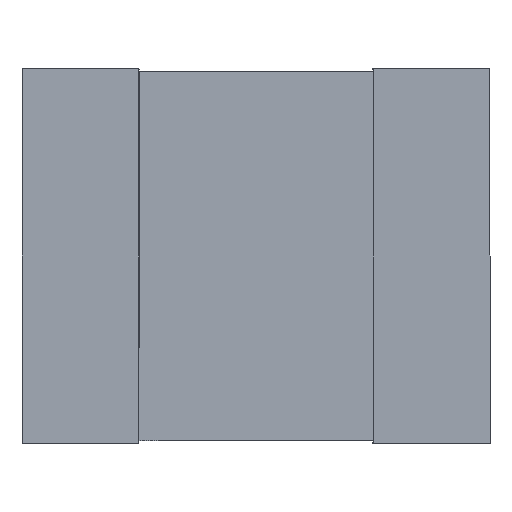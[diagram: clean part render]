
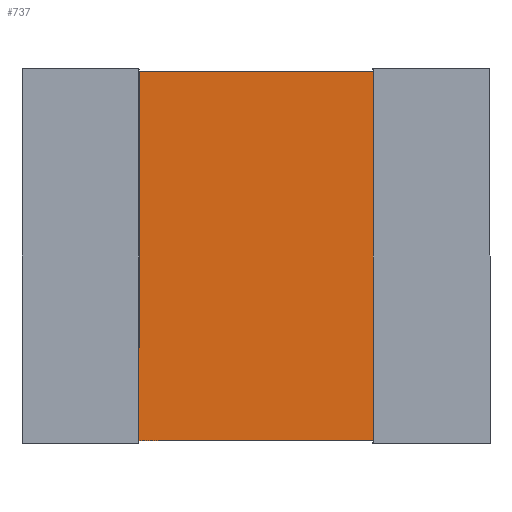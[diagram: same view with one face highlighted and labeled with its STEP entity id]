
A CAD part, front view. The second image highlights one B-rep face of the part: STEP entity #737.
In plain terms, the highlighted planar face has unit normal (0, -1, 0).
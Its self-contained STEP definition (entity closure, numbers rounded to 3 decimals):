
#37 = VERTEX_POINT ( 'NONE', #96 ) ;
#52 = DIRECTION ( 'NONE',  ( 0., 0., 1. ) ) ;
#91 = CARTESIAN_POINT ( 'NONE',  ( 0.5, 0., 0.79 ) ) ;
#94 = VECTOR ( 'NONE', #399, 1000. ) ;
#96 = CARTESIAN_POINT ( 'NONE',  ( -0.5, 0., 0.79 ) ) ;
#111 = ORIENTED_EDGE ( 'NONE', *, *, #699, .F. ) ;
#115 = CARTESIAN_POINT ( 'NONE',  ( 0., 0., 0. ) ) ;
#119 = EDGE_CURVE ( 'NONE', #37, #176, #600, .T. ) ;
#167 = VECTOR ( 'NONE', #551, 1000. ) ;
#176 = VERTEX_POINT ( 'NONE', #743 ) ;
#187 = ORIENTED_EDGE ( 'NONE', *, *, #635, .F. ) ;
#212 = ORIENTED_EDGE ( 'NONE', *, *, #119, .T. ) ;
#223 = LINE ( 'NONE', #334, #275 ) ;
#235 = FACE_OUTER_BOUND ( 'NONE', #686, .T. ) ;
#275 = VECTOR ( 'NONE', #468, 1000. ) ;
#334 = CARTESIAN_POINT ( 'NONE',  ( 1., 0., 0.79 ) ) ;
#375 = ORIENTED_EDGE ( 'NONE', *, *, #714, .F. ) ;
#384 = DIRECTION ( 'NONE',  ( 0., 0., -1. ) ) ;
#399 = DIRECTION ( 'NONE',  ( -1., 0., 0. ) ) ;
#443 = CARTESIAN_POINT ( 'NONE',  ( 0.5, 0., -0.79 ) ) ;
#454 = AXIS2_PLACEMENT_3D ( 'NONE', #115, #842, #52 ) ;
#468 = DIRECTION ( 'NONE',  ( 1., 0., 0. ) ) ;
#476 = PLANE ( 'NONE',  #454 ) ;
#483 = VECTOR ( 'NONE', #384, 1000. ) ;
#547 = VERTEX_POINT ( 'NONE', #443 ) ;
#551 = DIRECTION ( 'NONE',  ( 0., 0., -1. ) ) ;
#576 = VERTEX_POINT ( 'NONE', #91 ) ;
#600 = LINE ( 'NONE', #739, #483 ) ;
#635 = EDGE_CURVE ( 'NONE', #37, #576, #223, .T. ) ;
#686 = EDGE_LOOP ( 'NONE', ( #187, #212, #111, #375 ) ) ;
#695 = CARTESIAN_POINT ( 'NONE',  ( 0.5, 0., -0.79 ) ) ;
#699 = EDGE_CURVE ( 'NONE', #547, #176, #746, .T. ) ;
#700 = CARTESIAN_POINT ( 'NONE',  ( 1., 0., -0.79 ) ) ;
#714 = EDGE_CURVE ( 'NONE', #576, #547, #805, .T. ) ;
#737 = ADVANCED_FACE ( 'NONE', ( #235 ), #476, .F. ) ;
#739 = CARTESIAN_POINT ( 'NONE',  ( -0.5, 0., -0.79 ) ) ;
#743 = CARTESIAN_POINT ( 'NONE',  ( -0.5, 0., -0.79 ) ) ;
#746 = LINE ( 'NONE', #700, #94 ) ;
#805 = LINE ( 'NONE', #695, #167 ) ;
#842 = DIRECTION ( 'NONE',  ( 0., 1., 0. ) ) ;
